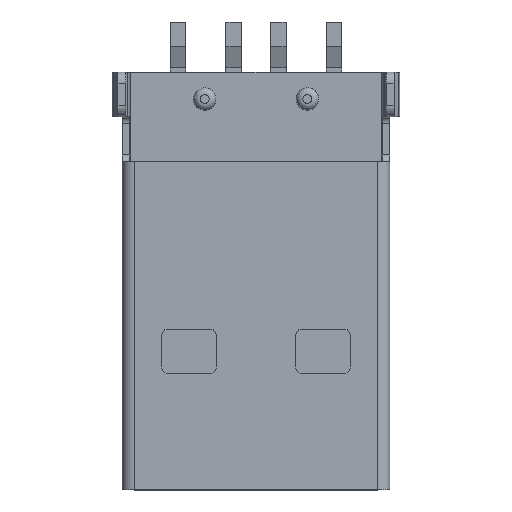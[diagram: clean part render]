
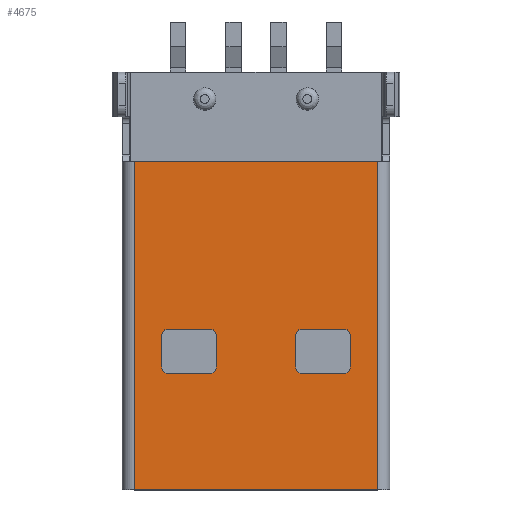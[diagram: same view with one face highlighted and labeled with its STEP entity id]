
A CAD part, top view. The second image highlights one B-rep face of the part: STEP entity #4675.
In plain terms, the highlighted planar face has unit normal (0, 0, 1).
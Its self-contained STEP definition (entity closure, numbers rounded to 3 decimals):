
#106=FACE_BOUND('',#528,.T.);
#107=FACE_BOUND('',#529,.T.);
#167=CIRCLE('',#5025,0.3);
#168=CIRCLE('',#5026,0.3);
#169=CIRCLE('',#5027,0.3);
#170=CIRCLE('',#5028,0.3);
#171=CIRCLE('',#5029,0.3);
#172=CIRCLE('',#5030,0.3);
#173=CIRCLE('',#5031,0.3);
#174=CIRCLE('',#5032,0.3);
#252=FACE_OUTER_BOUND('',#527,.T.);
#527=EDGE_LOOP('',(#3258,#3259,#3260,#3261));
#528=EDGE_LOOP('',(#3262,#3263,#3264,#3265,#3266,#3267,#3268,#3269));
#529=EDGE_LOOP('',(#3270,#3271,#3272,#3273,#3274,#3275,#3276,#3277));
#832=LINE('',#6881,#1402);
#860=LINE('',#6978,#1430);
#861=LINE('',#6981,#1431);
#862=LINE('',#6982,#1432);
#863=LINE('',#6985,#1433);
#864=LINE('',#6989,#1434);
#865=LINE('',#6993,#1435);
#866=LINE('',#6997,#1436);
#867=LINE('',#7001,#1437);
#868=LINE('',#7005,#1438);
#869=LINE('',#7009,#1439);
#870=LINE('',#7013,#1440);
#1402=VECTOR('',#5509,10.9);
#1430=VECTOR('',#5603,14.7);
#1431=VECTOR('',#5606,10.9);
#1432=VECTOR('',#5607,14.7);
#1433=VECTOR('',#5608,1.4);
#1434=VECTOR('',#5611,1.85);
#1435=VECTOR('',#5614,1.4);
#1436=VECTOR('',#5617,1.85);
#1437=VECTOR('',#5620,1.4);
#1438=VECTOR('',#5623,1.85);
#1439=VECTOR('',#5626,1.4);
#1440=VECTOR('',#5629,1.85);
#1986=VERTEX_POINT('',#6878);
#1987=VERTEX_POINT('',#6880);
#2023=VERTEX_POINT('',#6973);
#2024=VERTEX_POINT('',#6980);
#2025=VERTEX_POINT('',#6983);
#2026=VERTEX_POINT('',#6984);
#2027=VERTEX_POINT('',#6986);
#2028=VERTEX_POINT('',#6988);
#2029=VERTEX_POINT('',#6990);
#2030=VERTEX_POINT('',#6992);
#2031=VERTEX_POINT('',#6994);
#2032=VERTEX_POINT('',#6996);
#2033=VERTEX_POINT('',#6999);
#2034=VERTEX_POINT('',#7000);
#2035=VERTEX_POINT('',#7002);
#2036=VERTEX_POINT('',#7004);
#2037=VERTEX_POINT('',#7006);
#2038=VERTEX_POINT('',#7008);
#2039=VERTEX_POINT('',#7010);
#2040=VERTEX_POINT('',#7012);
#2448=EDGE_CURVE('',#1986,#1987,#832,.T.);
#2498=EDGE_CURVE('',#2023,#1986,#860,.T.);
#2499=EDGE_CURVE('',#2023,#2024,#861,.T.);
#2500=EDGE_CURVE('',#2024,#1987,#862,.T.);
#2501=EDGE_CURVE('',#2025,#2026,#863,.T.);
#2502=EDGE_CURVE('',#2026,#2027,#167,.T.);
#2503=EDGE_CURVE('',#2027,#2028,#864,.T.);
#2504=EDGE_CURVE('',#2028,#2029,#168,.T.);
#2505=EDGE_CURVE('',#2029,#2030,#865,.T.);
#2506=EDGE_CURVE('',#2030,#2031,#169,.T.);
#2507=EDGE_CURVE('',#2031,#2032,#866,.T.);
#2508=EDGE_CURVE('',#2032,#2025,#170,.T.);
#2509=EDGE_CURVE('',#2033,#2034,#867,.T.);
#2510=EDGE_CURVE('',#2034,#2035,#171,.T.);
#2511=EDGE_CURVE('',#2035,#2036,#868,.T.);
#2512=EDGE_CURVE('',#2036,#2037,#172,.T.);
#2513=EDGE_CURVE('',#2037,#2038,#869,.T.);
#2514=EDGE_CURVE('',#2038,#2039,#173,.T.);
#2515=EDGE_CURVE('',#2039,#2040,#870,.T.);
#2516=EDGE_CURVE('',#2040,#2033,#174,.T.);
#3258=ORIENTED_EDGE('',*,*,#2448,.F.);
#3259=ORIENTED_EDGE('',*,*,#2498,.F.);
#3260=ORIENTED_EDGE('',*,*,#2499,.T.);
#3261=ORIENTED_EDGE('',*,*,#2500,.T.);
#3262=ORIENTED_EDGE('',*,*,#2501,.T.);
#3263=ORIENTED_EDGE('',*,*,#2502,.T.);
#3264=ORIENTED_EDGE('',*,*,#2503,.T.);
#3265=ORIENTED_EDGE('',*,*,#2504,.T.);
#3266=ORIENTED_EDGE('',*,*,#2505,.T.);
#3267=ORIENTED_EDGE('',*,*,#2506,.T.);
#3268=ORIENTED_EDGE('',*,*,#2507,.T.);
#3269=ORIENTED_EDGE('',*,*,#2508,.T.);
#3270=ORIENTED_EDGE('',*,*,#2509,.T.);
#3271=ORIENTED_EDGE('',*,*,#2510,.T.);
#3272=ORIENTED_EDGE('',*,*,#2511,.T.);
#3273=ORIENTED_EDGE('',*,*,#2512,.T.);
#3274=ORIENTED_EDGE('',*,*,#2513,.T.);
#3275=ORIENTED_EDGE('',*,*,#2514,.T.);
#3276=ORIENTED_EDGE('',*,*,#2515,.T.);
#3277=ORIENTED_EDGE('',*,*,#2516,.T.);
#4449=PLANE('',#5024);
#4675=ADVANCED_FACE('',(#252,#106,#107),#4449,.T.);
#5024=AXIS2_PLACEMENT_3D('',#6979,#5604,#5605);
#5025=AXIS2_PLACEMENT_3D('',#6987,#5609,#5610);
#5026=AXIS2_PLACEMENT_3D('',#6991,#5612,#5613);
#5027=AXIS2_PLACEMENT_3D('',#6995,#5615,#5616);
#5028=AXIS2_PLACEMENT_3D('',#6998,#5618,#5619);
#5029=AXIS2_PLACEMENT_3D('',#7003,#5621,#5622);
#5030=AXIS2_PLACEMENT_3D('',#7007,#5624,#5625);
#5031=AXIS2_PLACEMENT_3D('',#7011,#5627,#5628);
#5032=AXIS2_PLACEMENT_3D('',#7014,#5630,#5631);
#5509=DIRECTION('',(1.,0.,0.));
#5603=DIRECTION('',(0.,1.,0.));
#5604=DIRECTION('center_axis',(0.,0.,1.));
#5605=DIRECTION('ref_axis',(1.,0.,0.));
#5606=DIRECTION('',(1.,0.,0.));
#5607=DIRECTION('',(0.,1.,0.));
#5608=DIRECTION('',(0.,-1.,0.));
#5609=DIRECTION('center_axis',(0.,0.,-1.));
#5610=DIRECTION('ref_axis',(1.,0.,0.));
#5611=DIRECTION('',(-1.,0.,0.));
#5612=DIRECTION('center_axis',(0.,0.,-1.));
#5613=DIRECTION('ref_axis',(0.,-1.,0.));
#5614=DIRECTION('',(0.,1.,0.));
#5615=DIRECTION('center_axis',(0.,0.,-1.));
#5616=DIRECTION('ref_axis',(-1.,0.,0.));
#5617=DIRECTION('',(1.,0.,0.));
#5618=DIRECTION('center_axis',(0.,0.,-1.));
#5619=DIRECTION('ref_axis',(0.,1.,0.));
#5620=DIRECTION('',(0.,-1.,0.));
#5621=DIRECTION('center_axis',(0.,0.,-1.));
#5622=DIRECTION('ref_axis',(1.,0.,0.));
#5623=DIRECTION('',(-1.,0.,0.));
#5624=DIRECTION('center_axis',(0.,0.,-1.));
#5625=DIRECTION('ref_axis',(0.,-1.,0.));
#5626=DIRECTION('',(0.,1.,0.));
#5627=DIRECTION('center_axis',(0.,0.,-1.));
#5628=DIRECTION('ref_axis',(-1.,0.,0.));
#5629=DIRECTION('',(1.,0.,0.));
#5630=DIRECTION('center_axis',(0.,0.,-1.));
#5631=DIRECTION('ref_axis',(0.,1.,0.));
#6878=CARTESIAN_POINT('',(-5.45,14.7,2.25));
#6880=CARTESIAN_POINT('',(5.45,14.7,2.25));
#6881=CARTESIAN_POINT('',(-5.45,14.7,2.25));
#6973=CARTESIAN_POINT('',(-5.45,0.,2.25));
#6978=CARTESIAN_POINT('',(-5.45,0.,2.25));
#6979=CARTESIAN_POINT('Origin',(0.,-0.294,2.25));
#6980=CARTESIAN_POINT('',(5.45,0.,2.25));
#6981=CARTESIAN_POINT('',(-5.45,0.,2.25));
#6982=CARTESIAN_POINT('',(5.45,0.,2.25));
#6983=CARTESIAN_POINT('',(4.225,6.9,2.25));
#6984=CARTESIAN_POINT('',(4.225,5.5,2.25));
#6985=CARTESIAN_POINT('',(4.225,6.9,2.25));
#6986=CARTESIAN_POINT('',(3.925,5.2,2.25));
#6987=CARTESIAN_POINT('Origin',(3.925,5.5,2.25));
#6988=CARTESIAN_POINT('',(2.075,5.2,2.25));
#6989=CARTESIAN_POINT('',(3.925,5.2,2.25));
#6990=CARTESIAN_POINT('',(1.775,5.5,2.25));
#6991=CARTESIAN_POINT('Origin',(2.075,5.5,2.25));
#6992=CARTESIAN_POINT('',(1.775,6.9,2.25));
#6993=CARTESIAN_POINT('',(1.775,5.5,2.25));
#6994=CARTESIAN_POINT('',(2.075,7.2,2.25));
#6995=CARTESIAN_POINT('Origin',(2.075,6.9,2.25));
#6996=CARTESIAN_POINT('',(3.925,7.2,2.25));
#6997=CARTESIAN_POINT('',(2.075,7.2,2.25));
#6998=CARTESIAN_POINT('Origin',(3.925,6.9,2.25));
#6999=CARTESIAN_POINT('',(-1.775,6.9,2.25));
#7000=CARTESIAN_POINT('',(-1.775,5.5,2.25));
#7001=CARTESIAN_POINT('',(-1.775,6.9,2.25));
#7002=CARTESIAN_POINT('',(-2.075,5.2,2.25));
#7003=CARTESIAN_POINT('Origin',(-2.075,5.5,2.25));
#7004=CARTESIAN_POINT('',(-3.925,5.2,2.25));
#7005=CARTESIAN_POINT('',(-2.075,5.2,2.25));
#7006=CARTESIAN_POINT('',(-4.225,5.5,2.25));
#7007=CARTESIAN_POINT('Origin',(-3.925,5.5,2.25));
#7008=CARTESIAN_POINT('',(-4.225,6.9,2.25));
#7009=CARTESIAN_POINT('',(-4.225,5.5,2.25));
#7010=CARTESIAN_POINT('',(-3.925,7.2,2.25));
#7011=CARTESIAN_POINT('Origin',(-3.925,6.9,2.25));
#7012=CARTESIAN_POINT('',(-2.075,7.2,2.25));
#7013=CARTESIAN_POINT('',(-3.925,7.2,2.25));
#7014=CARTESIAN_POINT('Origin',(-2.075,6.9,2.25));
